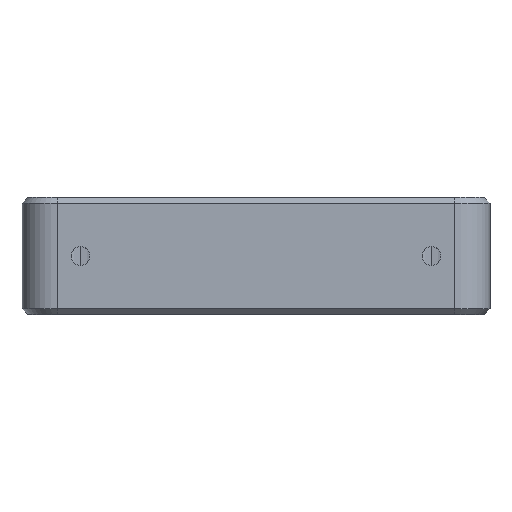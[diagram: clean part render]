
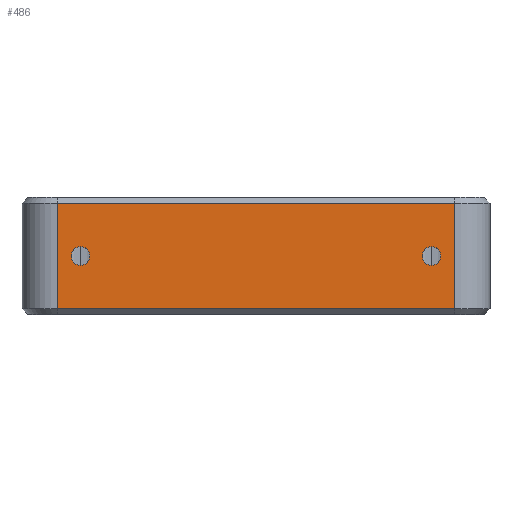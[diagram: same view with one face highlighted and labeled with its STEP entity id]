
A CAD part, left-side view. The second image highlights one B-rep face of the part: STEP entity #486.
In plain terms, the highlighted planar face has unit normal (-1, 0, 0).
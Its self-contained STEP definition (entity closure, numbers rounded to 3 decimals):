
#6 = CIRCLE ( 'NONE', #392, 0.8 ) ;
#45 = DIRECTION ( 'NONE',  ( 0., 0., 1. ) ) ;
#51 = CARTESIAN_POINT ( 'NONE',  ( -20., 20., -4.5 ) ) ;
#65 = ORIENTED_EDGE ( 'NONE', *, *, #1284, .T. ) ;
#82 = CARTESIAN_POINT ( 'NONE',  ( -20., 15., 0. ) ) ;
#89 = VECTOR ( 'NONE', #289, 1000. ) ;
#147 = CARTESIAN_POINT ( 'NONE',  ( -20., 15., -0.8 ) ) ;
#150 = CARTESIAN_POINT ( 'NONE',  ( -20., -15., 0.8 ) ) ;
#158 = DIRECTION ( 'NONE',  ( -1., 0., 0. ) ) ;
#187 = LINE ( 'NONE', #51, #1942 ) ;
#203 = DIRECTION ( 'NONE',  ( -1., 0., 0. ) ) ;
#289 = DIRECTION ( 'NONE',  ( 0., 0., -1. ) ) ;
#314 = EDGE_CURVE ( 'NONE', #638, #2281, #1006, .T. ) ;
#315 = EDGE_CURVE ( 'NONE', #2220, #726, #1123, .T. ) ;
#389 = EDGE_LOOP ( 'NONE', ( #2286, #1272, #2229, #65 ) ) ;
#392 = AXIS2_PLACEMENT_3D ( 'NONE', #1696, #599, #1871 ) ;
#457 = DIRECTION ( 'NONE',  ( 0., -1., 0. ) ) ;
#486 = ADVANCED_FACE ( 'NONE', ( #752, #1726, #694 ), #1529, .F. ) ;
#572 = EDGE_CURVE ( 'NONE', #967, #1509, #1129, .T. ) ;
#599 = DIRECTION ( 'NONE',  ( -1., 0., 0. ) ) ;
#638 = VERTEX_POINT ( 'NONE', #919 ) ;
#646 = VERTEX_POINT ( 'NONE', #1958 ) ;
#652 = DIRECTION ( 'NONE',  ( 0., 0., 1. ) ) ;
#694 = FACE_OUTER_BOUND ( 'NONE', #389, .T. ) ;
#726 = VERTEX_POINT ( 'NONE', #1427 ) ;
#746 = AXIS2_PLACEMENT_3D ( 'NONE', #1253, #158, #1432 ) ;
#752 = FACE_BOUND ( 'NONE', #878, .T. ) ;
#806 = DIRECTION ( 'NONE',  ( 0., 1., 0. ) ) ;
#850 = LINE ( 'NONE', #1362, #2230 ) ;
#858 = CARTESIAN_POINT ( 'NONE',  ( -20., 17., 5. ) ) ;
#866 = CIRCLE ( 'NONE', #1631, 0.8 ) ;
#878 = EDGE_LOOP ( 'NONE', ( #1193, #2178 ) ) ;
#880 = EDGE_CURVE ( 'NONE', #1509, #967, #866, .T. ) ;
#919 = CARTESIAN_POINT ( 'NONE',  ( -20., -17., -4.5 ) ) ;
#967 = VERTEX_POINT ( 'NONE', #147 ) ;
#1006 = LINE ( 'NONE', #2301, #1072 ) ;
#1013 = CIRCLE ( 'NONE', #746, 0.8 ) ;
#1072 = VECTOR ( 'NONE', #652, 1000. ) ;
#1123 = LINE ( 'NONE', #858, #89 ) ;
#1129 = CIRCLE ( 'NONE', #1679, 0.8 ) ;
#1193 = ORIENTED_EDGE ( 'NONE', *, *, #880, .F. ) ;
#1253 = CARTESIAN_POINT ( 'NONE',  ( -20., -15., 0. ) ) ;
#1272 = ORIENTED_EDGE ( 'NONE', *, *, #1416, .T. ) ;
#1284 = EDGE_CURVE ( 'NONE', #2281, #2220, #850, .T. ) ;
#1294 = DIRECTION ( 'NONE',  ( 0., 0., 1. ) ) ;
#1324 = DIRECTION ( 'NONE',  ( 0., 1., 0. ) ) ;
#1339 = AXIS2_PLACEMENT_3D ( 'NONE', #2181, #1514, #1324 ) ;
#1362 = CARTESIAN_POINT ( 'NONE',  ( -20., 17., 4.5 ) ) ;
#1416 = EDGE_CURVE ( 'NONE', #726, #638, #187, .T. ) ;
#1425 = CARTESIAN_POINT ( 'NONE',  ( -20., 17., 4.5 ) ) ;
#1427 = CARTESIAN_POINT ( 'NONE',  ( -20., 17., -4.5 ) ) ;
#1432 = DIRECTION ( 'NONE',  ( 0., 0., 1. ) ) ;
#1480 = CARTESIAN_POINT ( 'NONE',  ( -20., 15., 0. ) ) ;
#1509 = VERTEX_POINT ( 'NONE', #1758 ) ;
#1514 = DIRECTION ( 'NONE',  ( 1., 0., 0. ) ) ;
#1529 = PLANE ( 'NONE',  #1339 ) ;
#1628 = CARTESIAN_POINT ( 'NONE',  ( -20., -17., 4.5 ) ) ;
#1631 = AXIS2_PLACEMENT_3D ( 'NONE', #82, #1686, #45 ) ;
#1640 = VERTEX_POINT ( 'NONE', #150 ) ;
#1668 = ORIENTED_EDGE ( 'NONE', *, *, #1956, .F. ) ;
#1679 = AXIS2_PLACEMENT_3D ( 'NONE', #1480, #203, #1294 ) ;
#1686 = DIRECTION ( 'NONE',  ( -1., 0., 0. ) ) ;
#1696 = CARTESIAN_POINT ( 'NONE',  ( -20., -15., 0. ) ) ;
#1726 = FACE_BOUND ( 'NONE', #1818, .T. ) ;
#1758 = CARTESIAN_POINT ( 'NONE',  ( -20., 15., 0.8 ) ) ;
#1818 = EDGE_LOOP ( 'NONE', ( #1668, #2002 ) ) ;
#1871 = DIRECTION ( 'NONE',  ( 0., 0., 1. ) ) ;
#1942 = VECTOR ( 'NONE', #457, 1000. ) ;
#1956 = EDGE_CURVE ( 'NONE', #1640, #646, #6, .T. ) ;
#1958 = CARTESIAN_POINT ( 'NONE',  ( -20., -15., -0.8 ) ) ;
#2002 = ORIENTED_EDGE ( 'NONE', *, *, #2241, .F. ) ;
#2178 = ORIENTED_EDGE ( 'NONE', *, *, #572, .F. ) ;
#2181 = CARTESIAN_POINT ( 'NONE',  ( -20., 20., 5. ) ) ;
#2220 = VERTEX_POINT ( 'NONE', #1425 ) ;
#2229 = ORIENTED_EDGE ( 'NONE', *, *, #314, .T. ) ;
#2230 = VECTOR ( 'NONE', #806, 1000. ) ;
#2241 = EDGE_CURVE ( 'NONE', #646, #1640, #1013, .T. ) ;
#2281 = VERTEX_POINT ( 'NONE', #1628 ) ;
#2286 = ORIENTED_EDGE ( 'NONE', *, *, #315, .T. ) ;
#2301 = CARTESIAN_POINT ( 'NONE',  ( -20., -17., 5. ) ) ;
